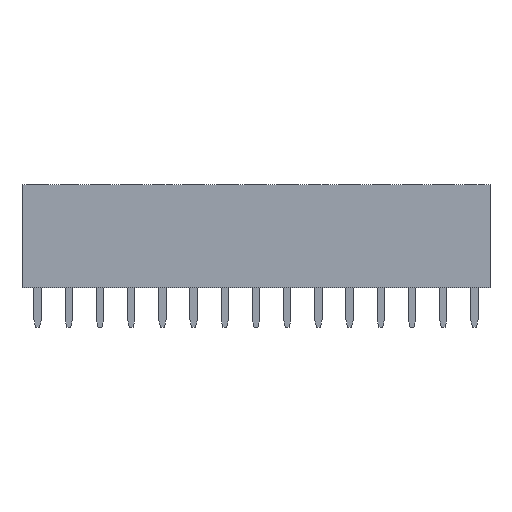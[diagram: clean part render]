
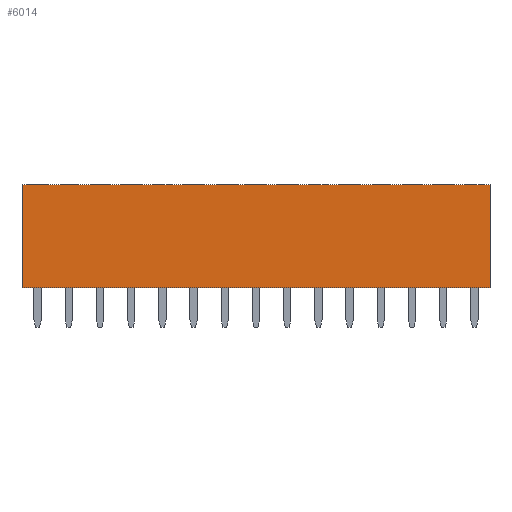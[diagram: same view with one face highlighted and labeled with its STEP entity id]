
A CAD part, top view. The second image highlights one B-rep face of the part: STEP entity #6014.
In plain terms, the highlighted planar face has unit normal (0, 0, 1).
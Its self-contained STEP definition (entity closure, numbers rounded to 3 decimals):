
#430=CARTESIAN_POINT('',(36.83,8.4,1.27));
#431=VERTEX_POINT('',#430);
#438=CARTESIAN_POINT('',(36.83,0.0,1.27));
#439=VERTEX_POINT('',#438);
#440=CARTESIAN_POINT('',(36.83,0.0,1.27));
#441=DIRECTION('',(0.0,1.0,0.0));
#442=VECTOR('',#441,8.4);
#443=LINE('',#440,#442);
#444=EDGE_CURVE('',#439,#431,#443,.T.);
#5476=CARTESIAN_POINT('',(-1.27,8.4,1.27));
#5477=VERTEX_POINT('',#5476);
#5478=CARTESIAN_POINT('',(36.83,8.4,1.27));
#5479=DIRECTION('',(-1.0,0.0,0.0));
#5480=VECTOR('',#5479,38.1);
#5481=LINE('',#5478,#5480);
#5482=EDGE_CURVE('',#431,#5477,#5481,.T.);
#5928=CARTESIAN_POINT('',(-1.27,0.0,1.27));
#5929=VERTEX_POINT('',#5928);
#5930=CARTESIAN_POINT('',(-1.27,0.0,1.27));
#5931=DIRECTION('',(1.0,0.0,0.0));
#5932=VECTOR('',#5931,38.1);
#5933=LINE('',#5930,#5932);
#5934=EDGE_CURVE('',#5929,#439,#5933,.T.);
#5998=CARTESIAN_POINT('',(1.27,0.0,1.27));
#5999=DIRECTION('',(0.0,0.0,1.0));
#6000=DIRECTION('',(1.0,0.0,0.0));
#6001=AXIS2_PLACEMENT_3D('',#5998,#5999,#6000);
#6002=PLANE('',#6001);
#6003=ORIENTED_EDGE('',*,*,#5482,.T.);
#6004=CARTESIAN_POINT('',(-1.27,0.0,1.27));
#6005=DIRECTION('',(0.0,1.0,0.0));
#6006=VECTOR('',#6005,8.4);
#6007=LINE('',#6004,#6006);
#6008=EDGE_CURVE('',#5929,#5477,#6007,.T.);
#6009=ORIENTED_EDGE('',*,*,#6008,.F.);
#6010=ORIENTED_EDGE('',*,*,#5934,.T.);
#6011=ORIENTED_EDGE('',*,*,#444,.T.);
#6012=EDGE_LOOP('',(#6003,#6009,#6010,#6011));
#6013=FACE_OUTER_BOUND('',#6012,.T.);
#6014=ADVANCED_FACE('',(#6013),#6002,.T.);
